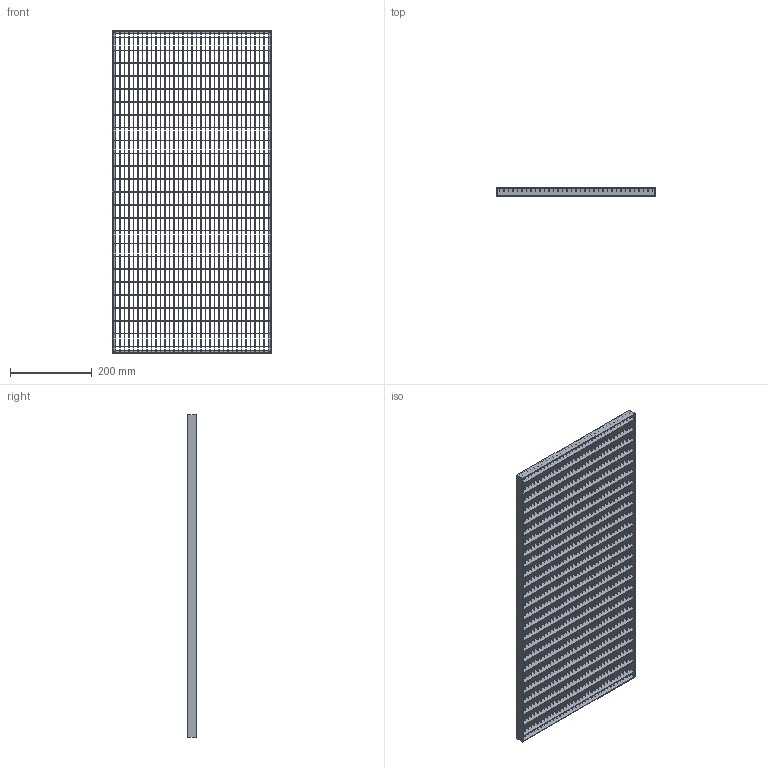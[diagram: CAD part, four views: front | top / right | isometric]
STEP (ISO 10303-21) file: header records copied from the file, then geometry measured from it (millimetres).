
FILE_DESCRIPTION (( 'STEP AP203' ), '1' );
FILE_NAME ('23-39793120-7.step', '2015-08-26T22:55:07', ( '' ), ( '' ), 'SwSTEP 2.0', 'SolidWorks 2015', '' );
FILE_SCHEMA (( 'CONFIG_CONTROL_DESIGN' ));
Length unit declared in the file: millimetre
Products named in the file (1): 23-39793120-7
Bounding box: 390 x 20 x 790 mm (x, y, z)
Volume: 670182 mm3; surface area: 1090946 mm2
Topology: 1 solids, 1 shells, 3034 faces, 11664 edges, 7772 vertices
Faces by surface type: plane 3034
Entity records: 123369 total; most frequent: ORIENTED_EDGE 23328, CARTESIAN_POINT 22483, DIRECTION 17730, EDGE_CURVE 11664, VECTOR 11660, LINE 11660, VERTEX_POINT 7772, EDGE_LOOP 3942
